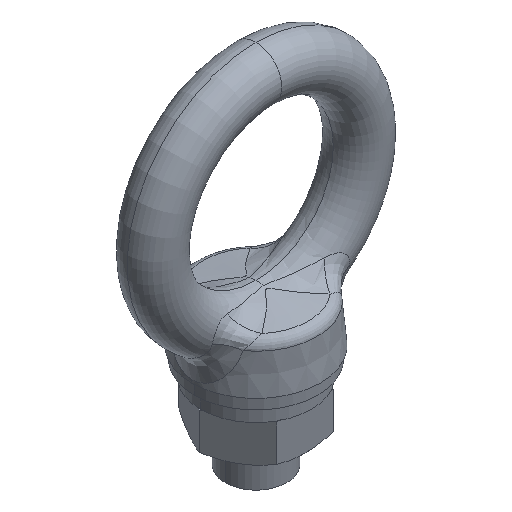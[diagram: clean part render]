
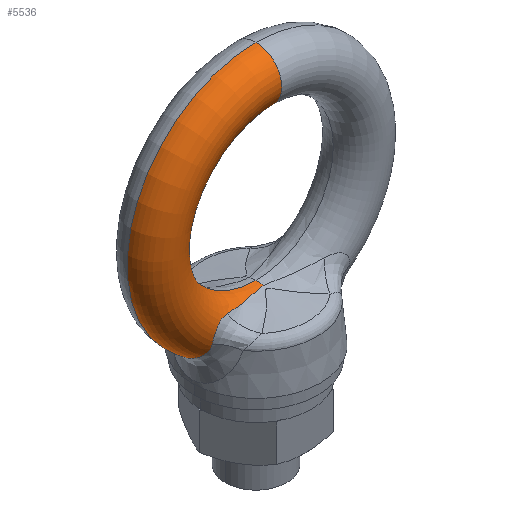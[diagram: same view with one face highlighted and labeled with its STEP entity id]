
A CAD part, isometric view. The second image highlights one B-rep face of the part: STEP entity #5536.
In plain terms, the highlighted toroidal (fillet/blend) face has major radius 20 mm and minor radius 5 mm.
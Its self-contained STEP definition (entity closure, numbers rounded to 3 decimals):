
#1214 = CARTESIAN_POINT ( 'NONE',  ( -14.862, 0., -20.103 ) ) ;
#1215 = DIRECTION ( 'NONE',  ( 0., 0., -1. ) ) ;
#1216 = DIRECTION ( 'NONE',  ( 0., -1., 0. ) ) ;
#1217 = CARTESIAN_POINT ( 'NONE',  ( 0., 0., 0. ) ) ;
#1218 = AXIS2_PLACEMENT_3D ( 'NONE', #1217, #1216, #1215 ) ;
#1219 = CIRCLE ( 'NONE', #1218, 25. ) ;
#1220 = CARTESIAN_POINT ( 'NONE',  ( 0., 0., 15. ) ) ;
#1221 = DIRECTION ( 'NONE',  ( 0., 0., -1. ) ) ;
#1222 = DIRECTION ( 'NONE',  ( 1., 0., 0. ) ) ;
#1223 = CARTESIAN_POINT ( 'NONE',  ( 0., 0., 20. ) ) ;
#1224 = AXIS2_PLACEMENT_3D ( 'NONE', #1223, #1222, #1221 ) ;
#1225 = CIRCLE ( 'NONE', #1224, 5. ) ;
#1340 = DIRECTION ( 'NONE',  ( 0., 0., -1. ) ) ;
#1341 = DIRECTION ( 'NONE',  ( 0., -1., 0. ) ) ;
#1342 = CARTESIAN_POINT ( 'NONE',  ( 0., 0., 0. ) ) ;
#1343 = AXIS2_PLACEMENT_3D ( 'NONE', #1342, #1341, #1340 ) ;
#1344 = CIRCLE ( 'NONE', #1343, 15. ) ;
#1346 = CARTESIAN_POINT ( 'NONE',  ( 0., 0., -15. ) ) ;
#1347 = DIRECTION ( 'NONE',  ( 0., 0., 1. ) ) ;
#1348 = DIRECTION ( 'NONE',  ( -1., 0., 0. ) ) ;
#1349 = CARTESIAN_POINT ( 'NONE',  ( 0., -1.397, -15.199 ) ) ;
#1350 = CARTESIAN_POINT ( 'NONE',  ( -0.41, -1.397, -15.199 ) ) ;
#1351 = CARTESIAN_POINT ( 'NONE',  ( -0.818, -1.46, -15.2 ) ) ;
#1352 = CARTESIAN_POINT ( 'NONE',  ( -1.621, -1.631, -15.192 ) ) ;
#1353 = CARTESIAN_POINT ( 'NONE',  ( -2.017, -1.736, -15.181 ) ) ;
#1354 = CARTESIAN_POINT ( 'NONE',  ( -3.202, -2.06, -15.123 ) ) ;
#1355 = CARTESIAN_POINT ( 'NONE',  ( -3.986, -2.292, -15.049 ) ) ;
#1356 = CARTESIAN_POINT ( 'NONE',  ( -5.545, -2.754, -14.835 ) ) ;
#1357 = CARTESIAN_POINT ( 'NONE',  ( -6.319, -2.985, -14.695 ) ) ;
#1358 = CARTESIAN_POINT ( 'NONE',  ( -7.858, -3.439, -14.368 ) ) ;
#1359 = CARTESIAN_POINT ( 'NONE',  ( 0., 0., -20. ) ) ;
#1360 = AXIS2_PLACEMENT_3D ( 'NONE', #1359, #1348, #1347 ) ;
#1361 = CIRCLE ( 'NONE', #1360, 5. ) ;
#1369 = B_SPLINE_CURVE_WITH_KNOTS ( 'NONE', 3,
 ( #1371, #1370, #1358, #1357, #1356, #1355, #1354, #1353, #1352, #1351, #1350, #1349 ),
 .UNSPECIFIED., .F., .F.,
 ( 4, 2, 2, 2, 2, 4 ),
 ( 0., 0.002, 0.005, 0.007, 0.009, 0.01 ),
 .UNSPECIFIED. ) ;
#1370 = CARTESIAN_POINT ( 'NONE',  ( -8.623, -3.661, -14.179 ) ) ;
#1371 = CARTESIAN_POINT ( 'NONE',  ( -9.389, -3.872, -13.976 ) ) ;
#2514 = CARTESIAN_POINT ( 'NONE',  ( -14.071, -3.296, -19.158 ) ) ;
#2515 = CARTESIAN_POINT ( 'NONE',  ( -14.27, -2.858, -19.436 ) ) ;
#2516 = CARTESIAN_POINT ( 'NONE',  ( -14.365, -2.625, -19.555 ) ) ;
#2517 = CARTESIAN_POINT ( 'NONE',  ( -14.535, -2.141, -19.756 ) ) ;
#2518 = CARTESIAN_POINT ( 'NONE',  ( -14.61, -1.889, -19.839 ) ) ;
#2519 = CARTESIAN_POINT ( 'NONE',  ( -14.733, -1.365, -19.972 ) ) ;
#2520 = CARTESIAN_POINT ( 'NONE',  ( -14.782, -1.094, -20.021 ) ) ;
#2521 = CARTESIAN_POINT ( 'NONE',  ( -14.846, -0.551, -20.086 ) ) ;
#2522 = CARTESIAN_POINT ( 'NONE',  ( -9.389, -3.872, -13.976 ) ) ;
#2523 = B_SPLINE_CURVE_WITH_KNOTS ( 'NONE', 3,
 ( #2572, #2571, #2570, #2569, #2568, #2567, #2566, #2565, #2564, #2563, #2562, #2561, #2560, #2559, #2558, #2557, #2556, #2555, #2554, #2553 ),
 .UNSPECIFIED., .F., .F.,
 ( 4, 2, 2, 2, 2, 2, 2, 2, 2, 4 ),
 ( 0., 0.001, 0.001, 0.002, 0.003, 0.003, 0.004, 0.004, 0.005, 0.006 ),
 .UNSPECIFIED. ) ;
#2524 = CARTESIAN_POINT ( 'NONE',  ( 0., -1.397, -15.199 ) ) ;
#2525 = CARTESIAN_POINT ( 'NONE',  ( -14.862, -0.277, -20.103 ) ) ;
#2526 = CARTESIAN_POINT ( 'NONE',  ( -14.862, 0., -20.103 ) ) ;
#2527 = CARTESIAN_POINT ( 'NONE',  ( -13.319, -4.806, -16.721 ) ) ;
#2528 = B_SPLINE_CURVE_WITH_KNOTS ( 'NONE', 3,
 ( #2526, #2525, #2521, #2520, #2519, #2518, #2517, #2516, #2515, #2514, #2585, #2584, #2583, #2582, #2581, #2580, #2579, #2578, #2577, #2576 ),
 .UNSPECIFIED., .F., .F.,
 ( 4, 2, 2, 2, 2, 2, 2, 2, 2, 4 ),
 ( 0.007, 0.007, 0.008, 0.009, 0.01, 0.011, 0.011, 0.012, 0.012, 0.013 ),
 .UNSPECIFIED. ) ;
#2553 = CARTESIAN_POINT ( 'NONE',  ( -9.389, -3.872, -13.976 ) ) ;
#2554 = CARTESIAN_POINT ( 'NONE',  ( -9.623, -3.937, -13.914 ) ) ;
#2555 = CARTESIAN_POINT ( 'NONE',  ( -9.858, -4.007, -13.86 ) ) ;
#2556 = CARTESIAN_POINT ( 'NONE',  ( -10.326, -4.157, -13.78 ) ) ;
#2557 = CARTESIAN_POINT ( 'NONE',  ( -10.56, -4.236, -13.753 ) ) ;
#2558 = CARTESIAN_POINT ( 'NONE',  ( -11.03, -4.402, -13.747 ) ) ;
#2559 = CARTESIAN_POINT ( 'NONE',  ( -11.268, -4.49, -13.768 ) ) ;
#2560 = CARTESIAN_POINT ( 'NONE',  ( -11.612, -4.617, -13.855 ) ) ;
#2561 = CARTESIAN_POINT ( 'NONE',  ( -11.726, -4.658, -13.893 ) ) ;
#2562 = CARTESIAN_POINT ( 'NONE',  ( -11.944, -4.736, -13.988 ) ) ;
#2563 = CARTESIAN_POINT ( 'NONE',  ( -12.048, -4.773, -14.045 ) ) ;
#2564 = CARTESIAN_POINT ( 'NONE',  ( -12.348, -4.872, -14.245 ) ) ;
#2565 = CARTESIAN_POINT ( 'NONE',  ( -12.53, -4.925, -14.42 ) ) ;
#2566 = CARTESIAN_POINT ( 'NONE',  ( -12.831, -4.99, -14.819 ) ) ;
#2567 = CARTESIAN_POINT ( 'NONE',  ( -12.95, -5.003, -15.037 ) ) ;
#2568 = CARTESIAN_POINT ( 'NONE',  ( -13.139, -4.995, -15.503 ) ) ;
#2569 = CARTESIAN_POINT ( 'NONE',  ( -13.207, -4.974, -15.747 ) ) ;
#2570 = CARTESIAN_POINT ( 'NONE',  ( -13.296, -4.907, -16.232 ) ) ;
#2571 = CARTESIAN_POINT ( 'NONE',  ( -13.317, -4.862, -16.476 ) ) ;
#2572 = CARTESIAN_POINT ( 'NONE',  ( -13.319, -4.806, -16.721 ) ) ;
#2576 = CARTESIAN_POINT ( 'NONE',  ( -13.319, -4.806, -16.721 ) ) ;
#2577 = CARTESIAN_POINT ( 'NONE',  ( -13.321, -4.745, -16.995 ) ) ;
#2578 = CARTESIAN_POINT ( 'NONE',  ( -13.346, -4.664, -17.264 ) ) ;
#2579 = CARTESIAN_POINT ( 'NONE',  ( -13.439, -4.457, -17.771 ) ) ;
#2580 = CARTESIAN_POINT ( 'NONE',  ( -13.507, -4.333, -18.008 ) ) ;
#2581 = CARTESIAN_POINT ( 'NONE',  ( -13.632, -4.11, -18.339 ) ) ;
#2582 = CARTESIAN_POINT ( 'NONE',  ( -13.677, -4.03, -18.445 ) ) ;
#2583 = CARTESIAN_POINT ( 'NONE',  ( -13.771, -3.863, -18.644 ) ) ;
#2584 = CARTESIAN_POINT ( 'NONE',  ( -13.82, -3.774, -18.737 ) ) ;
#2585 = CARTESIAN_POINT ( 'NONE',  ( -13.968, -3.497, -19.002 ) ) ;
#2632 = CARTESIAN_POINT ( 'NONE',  ( 0., 0., 25. ) ) ;
#2633 = DIRECTION ( 'NONE',  ( 0., 0., -1. ) ) ;
#2634 = DIRECTION ( 'NONE',  ( 0., -1., 0. ) ) ;
#2635 = AXIS2_PLACEMENT_3D ( 'NONE', #2637, #2634, #2633 ) ;
#2636 = TOROIDAL_SURFACE ( 'NONE', #2635, 20., 5. ) ;
#2637 = CARTESIAN_POINT ( 'NONE',  ( 0., 0., 0. ) ) ;
#2638 = FACE_OUTER_BOUND ( 'NONE', #5537, .T. ) ;
#5447 = EDGE_CURVE ( 'NONE', #5539, #5448, #1225, .T. ) ;
#5448 = VERTEX_POINT ( 'NONE', #1220 ) ;
#5449 = ORIENTED_EDGE ( 'NONE', *, *, #5450, .T. ) ;
#5450 = EDGE_CURVE ( 'NONE', #5539, #5451, #1219, .T. ) ;
#5451 = VERTEX_POINT ( 'NONE', #1214 ) ;
#5514 = ORIENTED_EDGE ( 'NONE', *, *, #5515, .T. ) ;
#5515 = EDGE_CURVE ( 'NONE', #5451, #5516, #2528, .T. ) ;
#5516 = VERTEX_POINT ( 'NONE', #2527 ) ;
#5517 = ORIENTED_EDGE ( 'NONE', *, *, #5518, .T. ) ;
#5518 = EDGE_CURVE ( 'NONE', #5516, #5519, #2523, .T. ) ;
#5519 = VERTEX_POINT ( 'NONE', #2522 ) ;
#5520 = VERTEX_POINT ( 'NONE', #2524 ) ;
#5536 = ADVANCED_FACE ( 'NONE', ( #2638 ), #2636, .T. ) ;
#5537 = EDGE_LOOP ( 'NONE', ( #5538, #5449, #5514, #5517, #5564, #5566, #5569 ) ) ;
#5538 = ORIENTED_EDGE ( 'NONE', *, *, #5447, .F. ) ;
#5539 = VERTEX_POINT ( 'NONE', #2632 ) ;
#5564 = ORIENTED_EDGE ( 'NONE', *, *, #5565, .T. ) ;
#5565 = EDGE_CURVE ( 'NONE', #5519, #5520, #1369, .T. ) ;
#5566 = ORIENTED_EDGE ( 'NONE', *, *, #5567, .T. ) ;
#5567 = EDGE_CURVE ( 'NONE', #5520, #5568, #1361, .T. ) ;
#5568 = VERTEX_POINT ( 'NONE', #1346 ) ;
#5569 = ORIENTED_EDGE ( 'NONE', *, *, #5570, .F. ) ;
#5570 = EDGE_CURVE ( 'NONE', #5448, #5568, #1344, .T. ) ;
